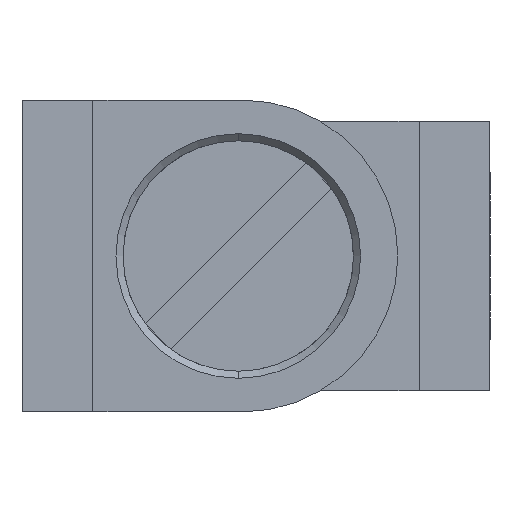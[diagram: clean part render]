
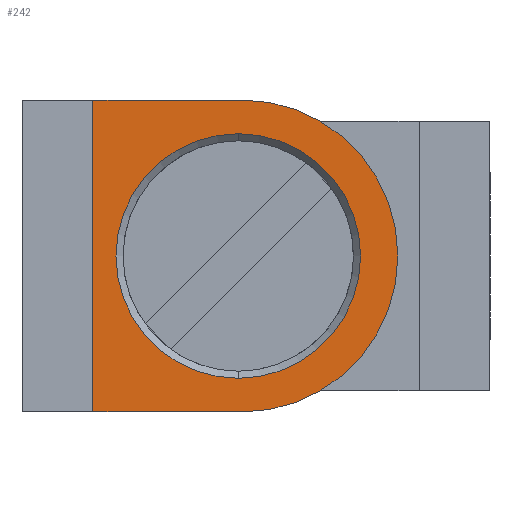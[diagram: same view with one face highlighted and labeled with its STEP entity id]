
A CAD part, front view. The second image highlights one B-rep face of the part: STEP entity #242.
In plain terms, the highlighted planar face has unit normal (0, -1, 0).
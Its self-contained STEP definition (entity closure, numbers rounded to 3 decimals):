
#47 = ORIENTED_EDGE ( 'NONE', *, *, #590, .T. ) ;
#56 = CIRCLE ( 'NONE', #977, 4.4 ) ;
#124 = DIRECTION ( 'NONE',  ( 0., 1., 0. ) ) ;
#132 = VERTEX_POINT ( 'NONE', #502 ) ;
#234 = CARTESIAN_POINT ( 'NONE',  ( 10.6, -15.5, 0. ) ) ;
#242 = ADVANCED_FACE ( 'NONE', ( #1545, #1497 ), #746, .F. ) ;
#417 = LINE ( 'NONE', #1453, #855 ) ;
#437 = VERTEX_POINT ( 'NONE', #1730 ) ;
#476 = CIRCLE ( 'NONE', #823, 3.45 ) ;
#502 = CARTESIAN_POINT ( 'NONE',  ( 6.2, -15.5, -4.4 ) ) ;
#540 = ORIENTED_EDGE ( 'NONE', *, *, #600, .T. ) ;
#571 = EDGE_CURVE ( 'NONE', #1131, #2268, #476, .T. ) ;
#588 = CARTESIAN_POINT ( 'NONE',  ( 6.1, -15.5, -3.45 ) ) ;
#590 = EDGE_CURVE ( 'NONE', #437, #132, #1449, .T. ) ;
#596 = ORIENTED_EDGE ( 'NONE', *, *, #607, .F. ) ;
#600 = EDGE_CURVE ( 'NONE', #132, #1801, #56, .T. ) ;
#603 = EDGE_CURVE ( 'NONE', #1801, #1941, #1852, .T. ) ;
#607 = EDGE_CURVE ( 'NONE', #1406, #1941, #919, .T. ) ;
#622 = EDGE_CURVE ( 'NONE', #1406, #437, #417, .T. ) ;
#687 = CARTESIAN_POINT ( 'NONE',  ( 2., -15.5, 4.4 ) ) ;
#717 = DIRECTION ( 'NONE',  ( 0., -1., 0. ) ) ;
#746 = PLANE ( 'NONE',  #1726 ) ;
#823 = AXIS2_PLACEMENT_3D ( 'NONE', #1266, #124, #1440 ) ;
#855 = VECTOR ( 'NONE', #1613, 1000. ) ;
#916 = CARTESIAN_POINT ( 'NONE',  ( 2., -15.5, 4.4 ) ) ;
#919 = LINE ( 'NONE', #916, #1800 ) ;
#972 = CARTESIAN_POINT ( 'NONE',  ( 6.1, -15.5, 0. ) ) ;
#977 = AXIS2_PLACEMENT_3D ( 'NONE', #1788, #717, #2010 ) ;
#986 = ORIENTED_EDGE ( 'NONE', *, *, #571, .T. ) ;
#1034 = ORIENTED_EDGE ( 'NONE', *, *, #603, .T. ) ;
#1098 = CARTESIAN_POINT ( 'NONE',  ( 6.2, -15.5, 0. ) ) ;
#1104 = AXIS2_PLACEMENT_3D ( 'NONE', #1098, #2428, #1279 ) ;
#1125 = CARTESIAN_POINT ( 'NONE',  ( 2., -15.5, 4.4 ) ) ;
#1131 = VERTEX_POINT ( 'NONE', #2344 ) ;
#1154 = DIRECTION ( 'NONE',  ( 0., 0., 1. ) ) ;
#1189 = EDGE_LOOP ( 'NONE', ( #2431, #986 ) ) ;
#1266 = CARTESIAN_POINT ( 'NONE',  ( 6.1, -15.5, 0. ) ) ;
#1279 = DIRECTION ( 'NONE',  ( 0., 0., 1. ) ) ;
#1308 = DIRECTION ( 'NONE',  ( 0., 0., 1. ) ) ;
#1392 = VECTOR ( 'NONE', #2199, 1000. ) ;
#1406 = VERTEX_POINT ( 'NONE', #687 ) ;
#1440 = DIRECTION ( 'NONE',  ( 0., 0., 1. ) ) ;
#1449 = LINE ( 'NONE', #1997, #1392 ) ;
#1453 = CARTESIAN_POINT ( 'NONE',  ( 2., -15.5, 4.4 ) ) ;
#1497 = FACE_OUTER_BOUND ( 'NONE', #2224, .T. ) ;
#1545 = FACE_BOUND ( 'NONE', #1189, .T. ) ;
#1548 = CARTESIAN_POINT ( 'NONE',  ( 6.2, -15.5, 4.4 ) ) ;
#1549 = ORIENTED_EDGE ( 'NONE', *, *, #622, .T. ) ;
#1613 = DIRECTION ( 'NONE',  ( 0., 0., -1. ) ) ;
#1616 = CIRCLE ( 'NONE', #1894, 3.45 ) ;
#1726 = AXIS2_PLACEMENT_3D ( 'NONE', #1125, #2462, #1308 ) ;
#1730 = CARTESIAN_POINT ( 'NONE',  ( 2., -15.5, -4.4 ) ) ;
#1788 = CARTESIAN_POINT ( 'NONE',  ( 6.2, -15.5, 0. ) ) ;
#1800 = VECTOR ( 'NONE', #2208, 1000. ) ;
#1801 = VERTEX_POINT ( 'NONE', #234 ) ;
#1852 = CIRCLE ( 'NONE', #1104, 4.4 ) ;
#1894 = AXIS2_PLACEMENT_3D ( 'NONE', #972, #2269, #1154 ) ;
#1941 = VERTEX_POINT ( 'NONE', #1548 ) ;
#1997 = CARTESIAN_POINT ( 'NONE',  ( 2., -15.5, -4.4 ) ) ;
#2010 = DIRECTION ( 'NONE',  ( 0., 0., 1. ) ) ;
#2199 = DIRECTION ( 'NONE',  ( 1., 0., 0. ) ) ;
#2208 = DIRECTION ( 'NONE',  ( 1., 0., 0. ) ) ;
#2224 = EDGE_LOOP ( 'NONE', ( #47, #540, #1034, #596, #1549 ) ) ;
#2265 = EDGE_CURVE ( 'NONE', #2268, #1131, #1616, .T. ) ;
#2268 = VERTEX_POINT ( 'NONE', #588 ) ;
#2269 = DIRECTION ( 'NONE',  ( 0., 1., 0. ) ) ;
#2344 = CARTESIAN_POINT ( 'NONE',  ( 6.1, -15.5, 3.45 ) ) ;
#2428 = DIRECTION ( 'NONE',  ( 0., -1., 0. ) ) ;
#2431 = ORIENTED_EDGE ( 'NONE', *, *, #2265, .T. ) ;
#2462 = DIRECTION ( 'NONE',  ( 0., 1., 0. ) ) ;
